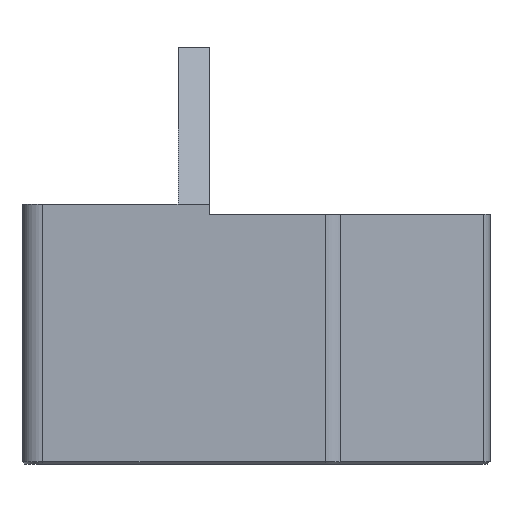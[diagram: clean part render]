
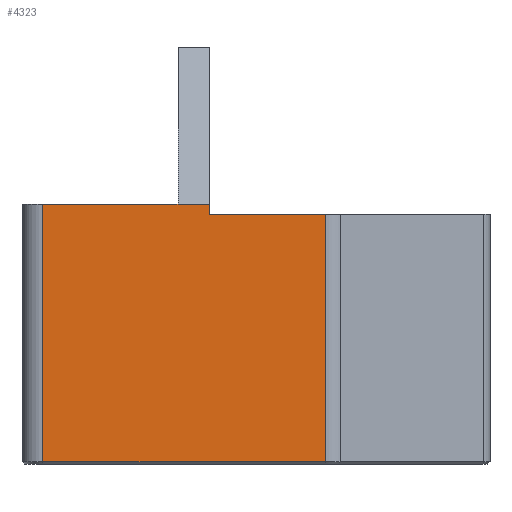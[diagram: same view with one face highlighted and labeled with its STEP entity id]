
A CAD part, front view. The second image highlights one B-rep face of the part: STEP entity #4323.
In plain terms, the highlighted planar face has unit normal (0, -1, 0).
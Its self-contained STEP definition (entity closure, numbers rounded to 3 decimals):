
#398=FACE_OUTER_BOUND('',#660,.T.);
#660=EDGE_LOOP('',(#2946,#2947,#2948,#2949,#2950,#2951,#2952));
#943=LINE('',#6467,#1384);
#947=LINE('',#6476,#1388);
#979=LINE('',#6576,#1420);
#980=LINE('',#6578,#1421);
#981=LINE('',#6580,#1422);
#982=LINE('',#6582,#1423);
#983=LINE('',#6583,#1424);
#1384=VECTOR('',#5082,10.);
#1388=VECTOR('',#5090,10.);
#1420=VECTOR('',#5176,10.);
#1421=VECTOR('',#5177,10.);
#1422=VECTOR('',#5178,10.);
#1423=VECTOR('',#5179,10.);
#1424=VECTOR('',#5180,10.);
#1821=VERTEX_POINT('',#6460);
#1824=VERTEX_POINT('',#6465);
#1827=VERTEX_POINT('',#6475);
#1868=VERTEX_POINT('',#6575);
#1869=VERTEX_POINT('',#6577);
#1870=VERTEX_POINT('',#6579);
#1871=VERTEX_POINT('',#6581);
#2227=EDGE_CURVE('',#1824,#1821,#943,.T.);
#2231=EDGE_CURVE('',#1827,#1821,#947,.T.);
#2278=EDGE_CURVE('',#1868,#1824,#979,.T.);
#2279=EDGE_CURVE('',#1869,#1868,#980,.T.);
#2280=EDGE_CURVE('',#1870,#1869,#981,.T.);
#2281=EDGE_CURVE('',#1871,#1870,#982,.T.);
#2282=EDGE_CURVE('',#1871,#1827,#983,.T.);
#2946=ORIENTED_EDGE('',*,*,#2227,.F.);
#2947=ORIENTED_EDGE('',*,*,#2278,.F.);
#2948=ORIENTED_EDGE('',*,*,#2279,.F.);
#2949=ORIENTED_EDGE('',*,*,#2280,.F.);
#2950=ORIENTED_EDGE('',*,*,#2281,.F.);
#2951=ORIENTED_EDGE('',*,*,#2282,.T.);
#2952=ORIENTED_EDGE('',*,*,#2231,.T.);
#4189=PLANE('',#4621);
#4323=ADVANCED_FACE('',(#398),#4189,.F.);
#4621=AXIS2_PLACEMENT_3D('',#6574,#5174,#5175);
#5082=DIRECTION('',(1.,0.,0.));
#5090=DIRECTION('',(0.,0.,1.));
#5174=DIRECTION('center_axis',(0.,1.,0.));
#5175=DIRECTION('ref_axis',(0.,0.,1.));
#5176=DIRECTION('',(1.,0.,0.));
#5177=DIRECTION('',(0.,0.,1.));
#5178=DIRECTION('',(-1.,0.,0.));
#5179=DIRECTION('',(0.,0.,-1.));
#5180=DIRECTION('',(-1.,0.,0.));
#6460=CARTESIAN_POINT('',(10.5,0.,-7.5));
#6465=CARTESIAN_POINT('',(7.5,0.,-7.5));
#6467=CARTESIAN_POINT('',(5.,0.,-7.5));
#6475=CARTESIAN_POINT('',(10.5,0.,-8.5));
#6476=CARTESIAN_POINT('',(10.5,0.,-6.5));
#6574=CARTESIAN_POINT('Origin',(2.5,0.,-12.5));
#6575=CARTESIAN_POINT('',(-5.5,0.,-7.5));
#6576=CARTESIAN_POINT('',(-7.5,0.,-7.5));
#6577=CARTESIAN_POINT('',(-5.5,0.,-32.3));
#6578=CARTESIAN_POINT('',(-5.5,0.,-22.5));
#6579=CARTESIAN_POINT('',(21.672,0.,-32.3));
#6580=CARTESIAN_POINT('',(7.5,0.,-32.3));
#6581=CARTESIAN_POINT('',(21.672,0.,-8.5));
#6582=CARTESIAN_POINT('',(21.672,0.,-10.5));
#6583=CARTESIAN_POINT('',(7.5,0.,-8.5));
